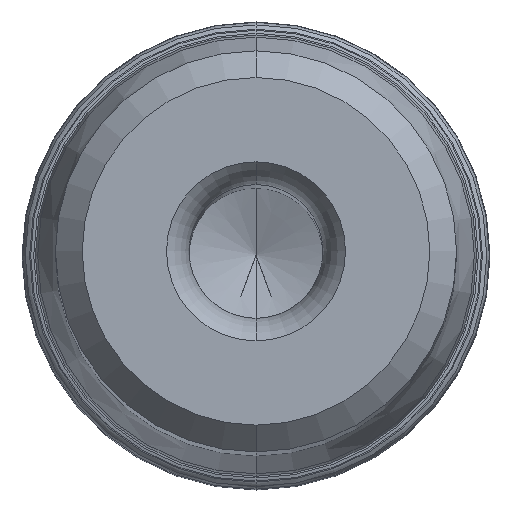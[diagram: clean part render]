
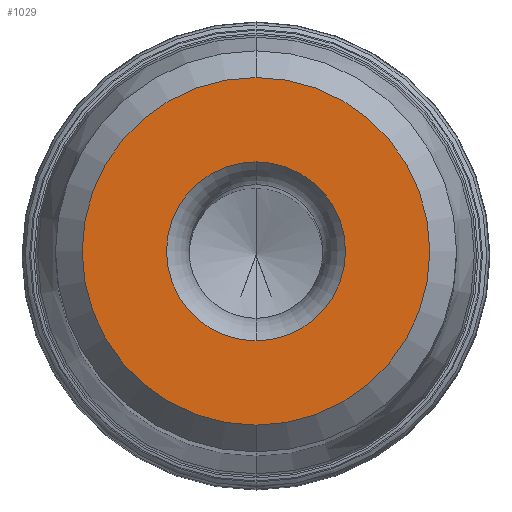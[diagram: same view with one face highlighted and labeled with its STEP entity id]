
A CAD part, top view. The second image highlights one B-rep face of the part: STEP entity #1029.
In plain terms, the highlighted face is planar.
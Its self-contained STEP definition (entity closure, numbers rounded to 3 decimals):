
#440=CARTESIAN_POINT('',(0.,0.,0.));
#441=DIRECTION('',(0.,0.,1.));
#442=DIRECTION('',(0.,-1.,0.));
#443=AXIS2_PLACEMENT_3D('',#440,#441,#442);
#448=CARTESIAN_POINT('',(0.,0.,0.));
#449=DIRECTION('',(0.,0.,1.));
#450=DIRECTION('',(0.,1.,0.));
#451=AXIS2_PLACEMENT_3D('',#448,#449,#450);
#456=CARTESIAN_POINT('',(0.,0.,0.));
#457=DIRECTION('',(0.,0.,-1.));
#458=DIRECTION('',(0.,1.,0.));
#459=AXIS2_PLACEMENT_3D('',#456,#457,#458);
#464=CARTESIAN_POINT('',(0.,0.,0.));
#465=DIRECTION('',(0.,0.,-1.));
#466=DIRECTION('',(0.,-1.,0.));
#467=AXIS2_PLACEMENT_3D('',#464,#465,#466);
#576=CARTESIAN_POINT('',(0.,-5.2,0.));
#577=CARTESIAN_POINT('',(0.,5.2,0.));
#578=VERTEX_POINT('',#576);
#579=VERTEX_POINT('',#577);
#594=CARTESIAN_POINT('',(0.,2.677,0.));
#595=CARTESIAN_POINT('',(0.,-2.677,0.));
#596=VERTEX_POINT('',#594);
#597=VERTEX_POINT('',#595);
#1014=CARTESIAN_POINT('',(0.,0.,0.));
#1015=DIRECTION('',(0.,0.,-1.));
#1016=DIRECTION('',(0.,-1.,0.));
#1017=AXIS2_PLACEMENT_3D('',#1014,#1015,#1016);
#1018=PLANE('',#1017);
#1019=ORIENTED_EDGE('',*,*,#646,.T.);
#1020=ORIENTED_EDGE('',*,*,#661,.T.);
#1021=EDGE_LOOP('',(#1019,#1020));
#1022=FACE_OUTER_BOUND('',#1021,.F.);
#1024=ORIENTED_EDGE('',*,*,#1023,.T.);
#1026=ORIENTED_EDGE('',*,*,#1025,.T.);
#1027=EDGE_LOOP('',(#1024,#1026));
#1028=FACE_BOUND('',#1027,.F.);
#444=CIRCLE('',#443,5.2);
#452=CIRCLE('',#451,5.2);
#460=CIRCLE('',#459,2.677);
#468=CIRCLE('',#467,2.677);
#646=EDGE_CURVE('',#578,#579,#444,.T.);
#661=EDGE_CURVE('',#579,#578,#452,.T.);
#1023=EDGE_CURVE('',#596,#597,#460,.T.);
#1025=EDGE_CURVE('',#597,#596,#468,.T.);
#1029=ADVANCED_FACE('',(#1022,#1028),#1018,.T.);
